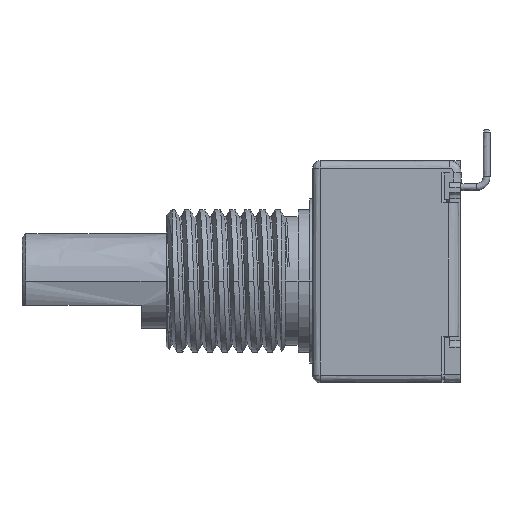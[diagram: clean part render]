
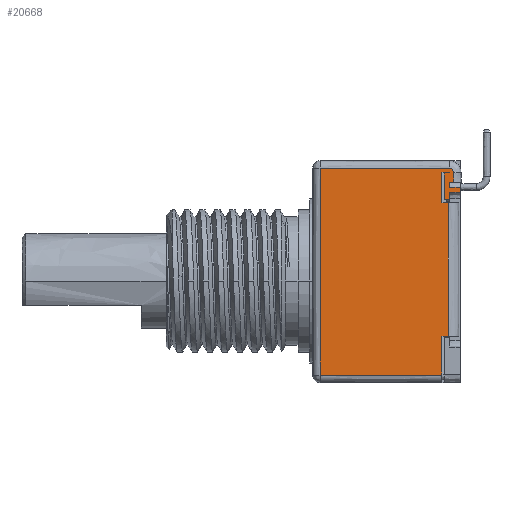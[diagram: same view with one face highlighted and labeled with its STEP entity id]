
A CAD part, left-side view. The second image highlights one B-rep face of the part: STEP entity #20668.
In plain terms, the highlighted free-form (B-spline) face has degree [1, 1] with [2, 2] control points.
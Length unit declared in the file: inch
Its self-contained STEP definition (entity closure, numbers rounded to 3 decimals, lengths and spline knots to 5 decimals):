
#939=DIRECTION('',(0.,0.,1.));
#940=VECTOR('',#939,0.012);
#941=CARTESIAN_POINT('',(-0.2805,-0.006,0.233));
#942=LINE('',#941,#940);
#6150=DIRECTION('',(0.,1.,0.));
#6151=VECTOR('',#6150,0.01031);
#6152=CARTESIAN_POINT('',(-0.2805,0.01169,0.2585));
#6153=LINE('',#6152,#6151);
#6157=DIRECTION('',(0.,0.,1.));
#6158=VECTOR('',#6157,0.0135);
#6159=CARTESIAN_POINT('',(-0.2805,0.022,0.245));
#6160=LINE('',#6159,#6158);
#6164=DIRECTION('',(0.,1.,0.));
#6165=VECTOR('',#6164,0.028);
#6166=CARTESIAN_POINT('',(-0.2805,-0.006,0.245));
#6167=LINE('',#6166,#6165);
#6171=DIRECTION('',(0.,1.,0.));
#6172=VECTOR('',#6171,0.028);
#6173=CARTESIAN_POINT('',(-0.2805,-0.006,0.233));
#6174=LINE('',#6173,#6172);
#6178=DIRECTION('',(0.,0.,1.));
#6179=VECTOR('',#6178,0.02);
#6180=CARTESIAN_POINT('',(-0.2805,0.022,0.213));
#6181=LINE('',#6180,#6179);
#6185=DIRECTION('',(0.,-1.,0.));
#6186=VECTOR('',#6185,0.014);
#6187=CARTESIAN_POINT('',(-0.2805,0.036,0.213));
#6188=LINE('',#6187,#6186);
#6192=DIRECTION('',(0.,0.,1.));
#6193=VECTOR('',#6192,0.07);
#6194=CARTESIAN_POINT('',(-0.2805,0.036,0.213));
#6195=LINE('',#6194,#6193);
#6199=DIRECTION('',(0.,-1.,0.));
#6200=VECTOR('',#6199,0.014);
#6201=CARTESIAN_POINT('',(-0.2805,0.036,0.283));
#6202=LINE('',#6201,#6200);
#6206=DIRECTION('',(0.,0.,1.));
#6207=VECTOR('',#6206,0.001);
#6208=CARTESIAN_POINT('',(-0.2805,0.022,0.283));
#6209=LINE('',#6208,#6207);
#6213=CARTESIAN_POINT('',(-0.2805,0.023,0.284));
#6214=DIRECTION('',(-1.,0.,0.));
#6215=DIRECTION('',(0.,-1.,0.));
#6216=AXIS2_PLACEMENT_3D('',#6213,#6214,#6215);
#6221=DIRECTION('',(0.,1.,0.));
#6222=VECTOR('',#6221,0.019);
#6223=CARTESIAN_POINT('',(-0.2805,0.023,0.285));
#6224=LINE('',#6223,#6222);
#6228=DIRECTION('',(0.,0.,1.));
#6229=VECTOR('',#6228,0.08);
#6230=CARTESIAN_POINT('',(-0.2805,0.042,0.205));
#6231=LINE('',#6230,#6229);
#6235=DIRECTION('',(0.,0.,1.));
#6236=VECTOR('',#6235,0.10131);
#6237=CARTESIAN_POINT('',(-0.2805,0.042,-0.24631));
#6238=LINE('',#6237,#6236);
#6242=CARTESIAN_POINT('',(-0.2805,0.023,0.284));
#6243=DIRECTION('',(1.,0.,0.));
#6244=DIRECTION('',(0.,0.,1.));
#6245=AXIS2_PLACEMENT_3D('',#6242,#6243,#6244);
#6250=DIRECTION('',(0.,0.,-1.));
#6251=VECTOR('',#6250,0.0255);
#6252=CARTESIAN_POINT('',(-0.2805,0.01169,0.284));
#6253=LINE('',#6252,#6251);
#6330=DIRECTION('',(0.,-1.,0.));
#6331=VECTOR('',#6330,0.017);
#6332=CARTESIAN_POINT('',(-0.2805,0.042,-0.145));
#6333=LINE('',#6332,#6331);
#6405=DIRECTION('',(0.,-1.,0.));
#6406=VECTOR('',#6405,0.017);
#6407=CARTESIAN_POINT('',(-0.2805,0.042,0.205));
#6408=LINE('',#6407,#6406);
#6469=DIRECTION('',(0.,0.,1.));
#6470=VECTOR('',#6469,0.35);
#6471=CARTESIAN_POINT('',(-0.2805,0.025,-0.145));
#6472=LINE('',#6471,#6470);
#7038=DIRECTION('',(0.,1.,0.));
#7039=VECTOR('',#7038,0.33831);
#7040=CARTESIAN_POINT('',(-0.2805,0.023,0.29531));
#7041=LINE('',#7040,#7039);
#7084=DIRECTION('',(0.,0.,1.));
#7085=VECTOR('',#7084,0.54163);
#7086=CARTESIAN_POINT('',(-0.2805,0.36131,-0.24631));
#7087=LINE('',#7086,#7085);
#7160=DIRECTION('',(0.,-1.,0.));
#7161=VECTOR('',#7160,0.31931);
#7162=CARTESIAN_POINT('',(-0.2805,0.36131,-0.24631));
#7163=LINE('',#7162,#7161);
#12039=CARTESIAN_POINT('',(-0.2805,0.36131,-0.24631));
#12040=CARTESIAN_POINT('',(-0.2805,0.36131,0.29531));
#12041=VERTEX_POINT('',#12039);
#12042=VERTEX_POINT('',#12040);
#12089=CARTESIAN_POINT('',(-0.2805,0.042,-0.24631));
#12091=VERTEX_POINT('',#12089);
#12141=CARTESIAN_POINT('',(-0.2805,0.025,-0.145));
#12143=VERTEX_POINT('',#12141);
#12147=CARTESIAN_POINT('',(-0.2805,0.025,0.205));
#12149=VERTEX_POINT('',#12147);
#12157=CARTESIAN_POINT('',(-0.2805,0.042,-0.145));
#12158=VERTEX_POINT('',#12157);
#12161=CARTESIAN_POINT('',(-0.2805,0.042,0.205));
#12162=VERTEX_POINT('',#12161);
#12221=CARTESIAN_POINT('',(-0.2805,0.022,0.284));
#12222=CARTESIAN_POINT('',(-0.2805,0.023,0.285));
#12223=VERTEX_POINT('',#12221);
#12224=VERTEX_POINT('',#12222);
#12235=CARTESIAN_POINT('',(-0.2805,0.01169,0.2585));
#12236=VERTEX_POINT('',#12235);
#12237=CARTESIAN_POINT('',(-0.2805,0.023,0.29531));
#12238=VERTEX_POINT('',#12237);
#12239=CARTESIAN_POINT('',(-0.2805,0.01169,0.284));
#12240=VERTEX_POINT('',#12239);
#12301=CARTESIAN_POINT('',(-0.2805,0.042,0.285));
#12302=VERTEX_POINT('',#12301);
#12801=CARTESIAN_POINT('',(-0.2805,-0.006,0.233));
#12802=CARTESIAN_POINT('',(-0.2805,0.022,0.233));
#12803=VERTEX_POINT('',#12801);
#12804=VERTEX_POINT('',#12802);
#12821=CARTESIAN_POINT('',(-0.2805,-0.006,0.245));
#12822=VERTEX_POINT('',#12821);
#12833=CARTESIAN_POINT('',(-0.2805,0.022,0.245));
#12834=VERTEX_POINT('',#12833);
#12857=CARTESIAN_POINT('',(-0.2805,0.036,0.213));
#12858=CARTESIAN_POINT('',(-0.2805,0.036,0.283));
#12859=VERTEX_POINT('',#12857);
#12860=VERTEX_POINT('',#12858);
#12867=CARTESIAN_POINT('',(-0.2805,0.022,0.213));
#12868=VERTEX_POINT('',#12867);
#13637=CARTESIAN_POINT('',(-0.2805,0.022,0.2585));
#13639=VERTEX_POINT('',#13637);
#13645=CARTESIAN_POINT('',(-0.2805,0.022,0.283));
#13647=VERTEX_POINT('',#13645);
#20624=CARTESIAN_POINT('',(-0.2805,-0.01335,-0.25715));
#20625=CARTESIAN_POINT('',(-0.2805,0.36866,-0.25715));
#20626=CARTESIAN_POINT('',(-0.2805,-0.01335,0.30615));
#20627=CARTESIAN_POINT('',(-0.2805,0.36866,0.30615));
#20628=B_SPLINE_SURFACE_WITH_KNOTS('',1,1,((#20624,#20625),(#20626,#20627)),
.UNSPECIFIED.,.F.,.F.,.F.,(2,2),(2,2),(0.00885,0.57215),(
-0.01335,0.36866),.UNSPECIFIED.);
#20630=ORIENTED_EDGE('',*,*,#20629,.T.);
#20631=ORIENTED_EDGE('',*,*,#19309,.F.);
#20633=ORIENTED_EDGE('',*,*,#20632,.F.);
#20634=ORIENTED_EDGE('',*,*,#14066,.F.);
#20636=ORIENTED_EDGE('',*,*,#20635,.T.);
#20637=ORIENTED_EDGE('',*,*,#19227,.F.);
#20639=ORIENTED_EDGE('',*,*,#20638,.F.);
#20640=ORIENTED_EDGE('',*,*,#19499,.T.);
#20641=ORIENTED_EDGE('',*,*,#19933,.T.);
#20643=ORIENTED_EDGE('',*,*,#20642,.T.);
#20645=ORIENTED_EDGE('',*,*,#20644,.T.);
#20647=ORIENTED_EDGE('',*,*,#20646,.T.);
#20648=ORIENTED_EDGE('',*,*,#19776,.F.);
#20650=ORIENTED_EDGE('',*,*,#20649,.T.);
#20652=ORIENTED_EDGE('',*,*,#20651,.F.);
#20654=ORIENTED_EDGE('',*,*,#20653,.F.);
#20655=ORIENTED_EDGE('',*,*,#19800,.F.);
#20657=ORIENTED_EDGE('',*,*,#20656,.F.);
#20659=ORIENTED_EDGE('',*,*,#20658,.T.);
#20661=ORIENTED_EDGE('',*,*,#20660,.F.);
#20663=ORIENTED_EDGE('',*,*,#20662,.T.);
#20665=ORIENTED_EDGE('',*,*,#20664,.T.);
#20666=EDGE_LOOP('',(#20630,#20631,#20633,#20634,#20636,#20637,#20639,#20640,
#20641,#20643,#20645,#20647,#20648,#20650,#20652,#20654,#20655,#20657,#20659,
#20661,#20663,#20665));
#20667=FACE_OUTER_BOUND('',#20666,.F.);
#20668=ADVANCED_FACE('',(#20667),#20628,.T.);
#6217=CIRCLE('',#6216,0.001);
#6246=CIRCLE('',#6245,0.01131);
#14066=EDGE_CURVE('',#12803,#12822,#942,.T.);
#19227=EDGE_CURVE('',#12868,#12804,#6181,.T.);
#19309=EDGE_CURVE('',#12834,#13639,#6160,.T.);
#19499=EDGE_CURVE('',#12859,#12860,#6195,.T.);
#19776=EDGE_CURVE('',#12162,#12302,#6231,.T.);
#19800=EDGE_CURVE('',#12091,#12158,#6238,.T.);
#19933=EDGE_CURVE('',#12860,#13647,#6202,.T.);
#20629=EDGE_CURVE('',#12236,#13639,#6153,.T.);
#20632=EDGE_CURVE('',#12822,#12834,#6167,.T.);
#20635=EDGE_CURVE('',#12803,#12804,#6174,.T.);
#20638=EDGE_CURVE('',#12859,#12868,#6188,.T.);
#20642=EDGE_CURVE('',#13647,#12223,#6209,.T.);
#20644=EDGE_CURVE('',#12223,#12224,#6217,.T.);
#20646=EDGE_CURVE('',#12224,#12302,#6224,.T.);
#20649=EDGE_CURVE('',#12162,#12149,#6408,.T.);
#20651=EDGE_CURVE('',#12143,#12149,#6472,.T.);
#20653=EDGE_CURVE('',#12158,#12143,#6333,.T.);
#20656=EDGE_CURVE('',#12041,#12091,#7163,.T.);
#20658=EDGE_CURVE('',#12041,#12042,#7087,.T.);
#20660=EDGE_CURVE('',#12238,#12042,#7041,.T.);
#20662=EDGE_CURVE('',#12238,#12240,#6246,.T.);
#20664=EDGE_CURVE('',#12240,#12236,#6253,.T.);
